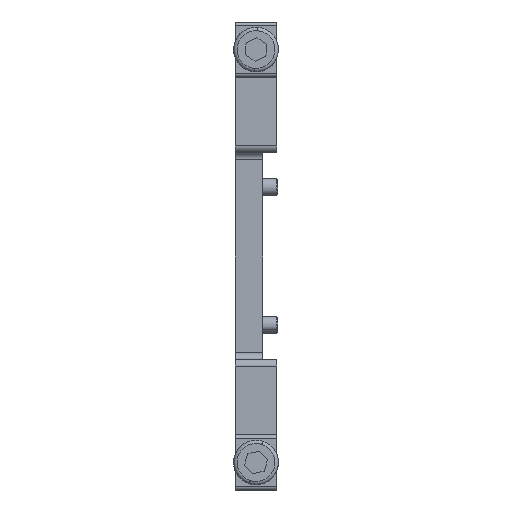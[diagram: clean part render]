
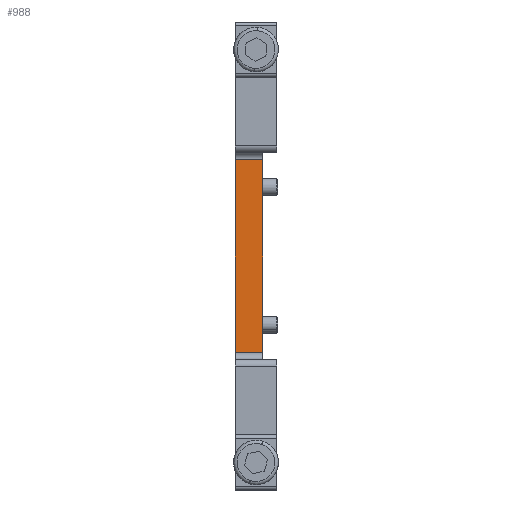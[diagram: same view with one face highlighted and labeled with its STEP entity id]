
A CAD part, left-side view. The second image highlights one B-rep face of the part: STEP entity #988.
In plain terms, the highlighted planar face has unit normal (-1, 0, 0).
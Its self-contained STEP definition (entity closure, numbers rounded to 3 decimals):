
#210 = CARTESIAN_POINT ( 'NONE',  ( -79., 12., -28. ) ) ;
#553 = EDGE_CURVE ( 'NONE', #4517, #2880, #2737, .T. ) ;
#988 = ADVANCED_FACE ( 'NONE', ( #2012 ), #2510, .F. ) ;
#1206 = VECTOR ( 'NONE', #7333, 1000. ) ;
#1488 = CARTESIAN_POINT ( 'NONE',  ( -79., 12., -28. ) ) ;
#1549 = VECTOR ( 'NONE', #6606, 1000. ) ;
#1773 = ORIENTED_EDGE ( 'NONE', *, *, #553, .T. ) ;
#1955 = CARTESIAN_POINT ( 'NONE',  ( -79., 12., -28. ) ) ;
#2012 = FACE_OUTER_BOUND ( 'NONE', #2816, .T. ) ;
#2324 = VECTOR ( 'NONE', #7456, 1000. ) ;
#2510 = PLANE ( 'NONE',  #7533 ) ;
#2730 = LINE ( 'NONE', #5264, #1206 ) ;
#2737 = LINE ( 'NONE', #210, #2324 ) ;
#2781 = DIRECTION ( 'NONE',  ( 1., 0., 0. ) ) ;
#2816 = EDGE_LOOP ( 'NONE', ( #1773, #3611, #7410, #3016 ) ) ;
#2880 = VERTEX_POINT ( 'NONE', #4677 ) ;
#3016 = ORIENTED_EDGE ( 'NONE', *, *, #6092, .F. ) ;
#3265 = VERTEX_POINT ( 'NONE', #7539 ) ;
#3280 = VERTEX_POINT ( 'NONE', #6307 ) ;
#3611 = ORIENTED_EDGE ( 'NONE', *, *, #4848, .T. ) ;
#4098 = DIRECTION ( 'NONE',  ( 0., 0., 1. ) ) ;
#4517 = VERTEX_POINT ( 'NONE', #1955 ) ;
#4677 = CARTESIAN_POINT ( 'NONE',  ( -79., 4., -28. ) ) ;
#4848 = EDGE_CURVE ( 'NONE', #2880, #3265, #2730, .T. ) ;
#5264 = CARTESIAN_POINT ( 'NONE',  ( -79., 4., -28. ) ) ;
#5350 = LINE ( 'NONE', #1488, #7573 ) ;
#5591 = DIRECTION ( 'NONE',  ( 0., 1., 0. ) ) ;
#5756 = CARTESIAN_POINT ( 'NONE',  ( -79., 12., -28. ) ) ;
#6092 = EDGE_CURVE ( 'NONE', #4517, #3280, #5350, .T. ) ;
#6299 = EDGE_CURVE ( 'NONE', #3280, #3265, #7492, .T. ) ;
#6307 = CARTESIAN_POINT ( 'NONE',  ( -79., 12., 28. ) ) ;
#6389 = CARTESIAN_POINT ( 'NONE',  ( -79., 12., 28. ) ) ;
#6606 = DIRECTION ( 'NONE',  ( 0., -1., 0. ) ) ;
#7333 = DIRECTION ( 'NONE',  ( 0., 0., 1. ) ) ;
#7410 = ORIENTED_EDGE ( 'NONE', *, *, #6299, .F. ) ;
#7456 = DIRECTION ( 'NONE',  ( 0., -1., 0. ) ) ;
#7492 = LINE ( 'NONE', #6389, #1549 ) ;
#7533 = AXIS2_PLACEMENT_3D ( 'NONE', #5756, #2781, #5591 ) ;
#7539 = CARTESIAN_POINT ( 'NONE',  ( -79., 4., 28. ) ) ;
#7573 = VECTOR ( 'NONE', #4098, 1000. ) ;
